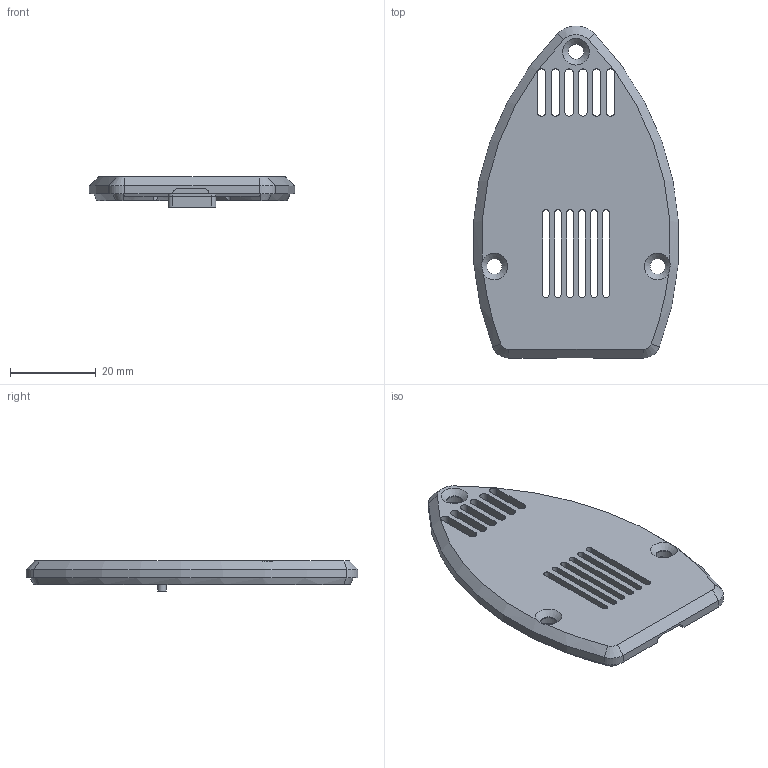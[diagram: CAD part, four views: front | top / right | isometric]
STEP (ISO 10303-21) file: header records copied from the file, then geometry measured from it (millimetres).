
FILE_DESCRIPTION(('FreeCAD Model'),'2;1');
FILE_NAME('Open CASCADE Shape Model','2022-12-25T14:46:25',(''),(''), 'Open CASCADE STEP processor 7.6','FreeCAD','Unknown');
FILE_SCHEMA(('AUTOMOTIVE_DESIGN { 1 0 10303 214 1 1 1 1 }'));
Length unit declared in the file: millimetre
Products named in the file (1): Top housing
Bounding box: 47.74 x 77.3 x 7 mm (x, y, z)
Volume: 7848.3 mm3; surface area: 7696.4 mm2
Topology: 1 solids, 1 shells, 131 faces, 379 edges, 244 vertices
Faces by surface type: plane 68, cylinder 38, cone 19, revolution 6
Full cylindrical faces by diameter (mm): 6 x3
Entity records: 10675 total; most frequent: CARTESIAN_POINT 3345, DIRECTION 1316, ORIENTED_EDGE 760, PCURVE 758, DEFINITIONAL_REPRESENTATION 758, LINE 741, VECTOR 741, EDGE_CURVE 379
